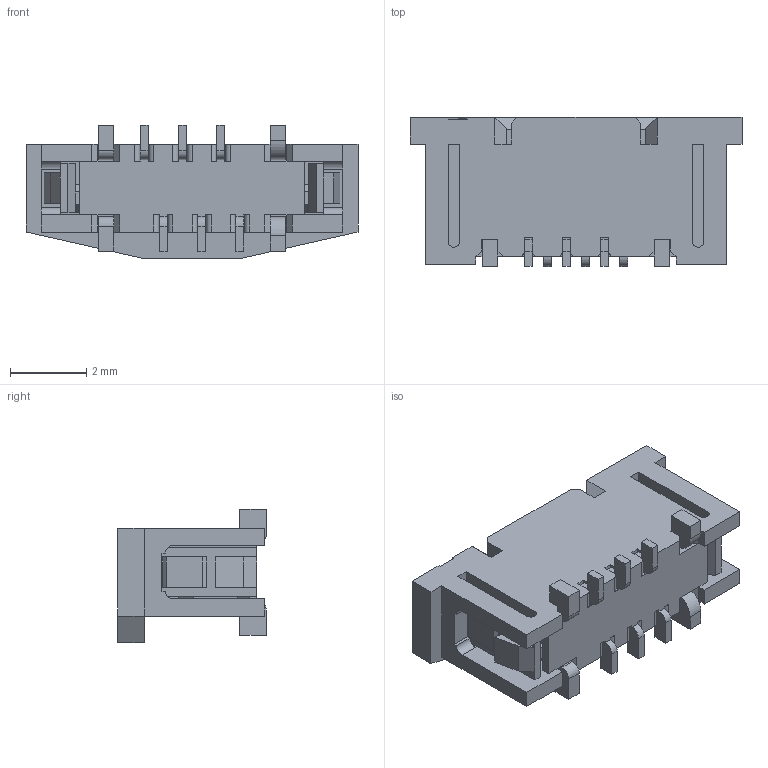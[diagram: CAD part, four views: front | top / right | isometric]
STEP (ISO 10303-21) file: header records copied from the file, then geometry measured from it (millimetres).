
FILE_DESCRIPTION (( 'STEP AP214' ), '1' );
FILE_NAME ('FPC-6_0.5mm-Vertical Molex 52559-0652.STEP', '2022-09-08T11:04:05', ( 'Elessar' ), ( '' ), 'SwSTEP 2.0', 'SolidWorks 2018', '' );
FILE_SCHEMA (( 'AUTOMOTIVE_DESIGN' ));
Length unit declared in the file: millimetre
Products named in the file (1): FPC-6_0.5mm-Vertical Molex 52559-0652
Bounding box: 8.7 x 3.9 x 3.5 mm (x, y, z)
Volume: 62.3 mm3; surface area: 232 mm2
Topology: 1 solids, 1 shells, 379 faces, 1139 edges, 740 vertices
Faces by surface type: plane 335, cylinder 44
Entity records: 16800 total; most frequent: ORIENTED_EDGE 2278, CARTESIAN_POINT 2259, DIRECTION 1991, EDGE_CURVE 1139, VECTOR 1047, LINE 1047, VERTEX_POINT 740, AXIS2_PLACEMENT_3D 472
